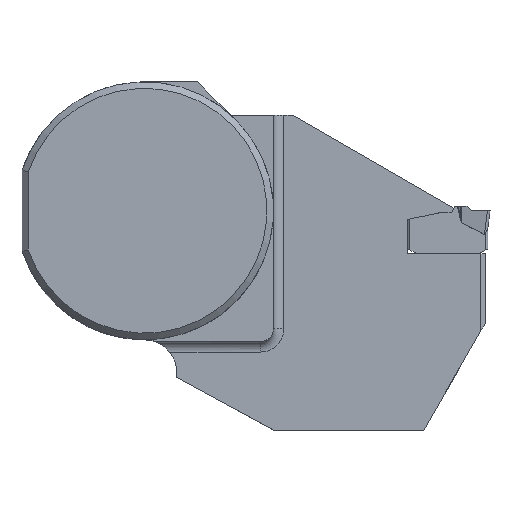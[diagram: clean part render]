
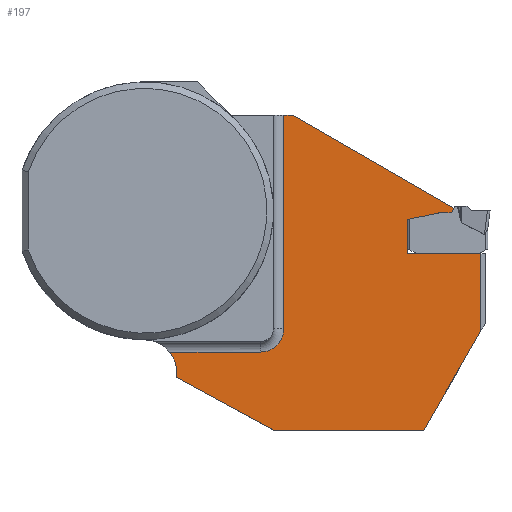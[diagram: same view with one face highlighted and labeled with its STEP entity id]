
A CAD part, top view. The second image highlights one B-rep face of the part: STEP entity #197.
In plain terms, the highlighted planar face has unit normal (0, 0, 1).
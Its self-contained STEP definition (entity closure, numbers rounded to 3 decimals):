
#82=CIRCLE('',#1678,1.);
#83=CIRCLE('',#1679,0.448);
#84=CIRCLE('',#1680,3.6);
#85=CIRCLE('',#1681,5.);
#197=ADVANCED_FACE('SF1',(#323),#253,.T.);
#253=PLANE('',#1682);
#323=FACE_OUTER_BOUND('',#402,.T.);
#402=EDGE_LOOP('',(#702,#703,#704,#705,#706,#707,#708,#709,#710,#711,#712,
#713,#714,#715,#716,#717,#718));
#702=ORIENTED_EDGE('',*,*,#1157,.F.);
#703=ORIENTED_EDGE('',*,*,#1158,.F.);
#704=ORIENTED_EDGE('',*,*,#1159,.F.);
#705=ORIENTED_EDGE('',*,*,#1160,.F.);
#706=ORIENTED_EDGE('',*,*,#1161,.F.);
#707=ORIENTED_EDGE('',*,*,#1162,.F.);
#708=ORIENTED_EDGE('',*,*,#1163,.T.);
#709=ORIENTED_EDGE('',*,*,#1164,.F.);
#710=ORIENTED_EDGE('',*,*,#1165,.T.);
#711=ORIENTED_EDGE('',*,*,#1166,.T.);
#712=ORIENTED_EDGE('',*,*,#1167,.T.);
#713=ORIENTED_EDGE('',*,*,#1168,.F.);
#714=ORIENTED_EDGE('',*,*,#1169,.F.);
#715=ORIENTED_EDGE('',*,*,#1170,.F.);
#716=ORIENTED_EDGE('',*,*,#1171,.F.);
#717=ORIENTED_EDGE('',*,*,#1154,.T.);
#718=ORIENTED_EDGE('',*,*,#1172,.F.);
#966=VERTEX_POINT('',#3879);
#967=VERTEX_POINT('',#3880);
#968=VERTEX_POINT('',#3885);
#969=VERTEX_POINT('',#3886);
#970=VERTEX_POINT('',#3888);
#971=VERTEX_POINT('',#3890);
#972=VERTEX_POINT('',#3892);
#973=VERTEX_POINT('',#3894);
#974=VERTEX_POINT('',#3896);
#975=VERTEX_POINT('',#3898);
#976=VERTEX_POINT('',#3900);
#977=VERTEX_POINT('',#3902);
#978=VERTEX_POINT('',#3904);
#979=VERTEX_POINT('',#3906);
#980=VERTEX_POINT('',#3908);
#981=VERTEX_POINT('',#3910);
#982=VERTEX_POINT('',#3912);
#1154=EDGE_CURVE('',#966,#967,#1310,.T.);
#1157=EDGE_CURVE('',#968,#969,#1313,.T.);
#1158=EDGE_CURVE('',#970,#968,#1314,.T.);
#1159=EDGE_CURVE('',#971,#970,#82,.T.);
#1160=EDGE_CURVE('',#972,#971,#1315,.T.);
#1161=EDGE_CURVE('',#973,#972,#83,.T.);
#1162=EDGE_CURVE('',#974,#973,#1316,.T.);
#1163=EDGE_CURVE('',#974,#975,#1317,.T.);
#1164=EDGE_CURVE('',#976,#975,#1318,.T.);
#1165=EDGE_CURVE('',#976,#977,#1319,.T.);
#1166=EDGE_CURVE('',#977,#978,#84,.T.);
#1167=EDGE_CURVE('',#978,#979,#1320,.T.);
#1168=EDGE_CURVE('',#980,#979,#85,.T.);
#1169=EDGE_CURVE('',#981,#980,#1321,.T.);
#1170=EDGE_CURVE('',#982,#981,#1322,.T.);
#1171=EDGE_CURVE('',#966,#982,#1323,.T.);
#1172=EDGE_CURVE('',#969,#967,#1324,.T.);
#1310=LINE('',#3878,#1447);
#1313=LINE('',#3884,#1450);
#1314=LINE('',#3887,#1451);
#1315=LINE('',#3891,#1452);
#1316=LINE('',#3895,#1453);
#1317=LINE('',#3897,#1454);
#1318=LINE('',#3899,#1455);
#1319=LINE('',#3901,#1456);
#1320=LINE('',#3905,#1457);
#1321=LINE('',#3909,#1458);
#1322=LINE('',#3911,#1459);
#1323=LINE('',#3913,#1460);
#1324=LINE('',#3914,#1461);
#1447=VECTOR('',#1888,1.);
#1450=VECTOR('',#1893,1.);
#1451=VECTOR('',#1894,1.);
#1452=VECTOR('',#1897,1.);
#1453=VECTOR('',#1900,1.);
#1454=VECTOR('',#1901,1.);
#1455=VECTOR('',#1902,1.);
#1456=VECTOR('',#1903,1.);
#1457=VECTOR('',#1906,1.);
#1458=VECTOR('',#1909,1.);
#1459=VECTOR('',#1910,1.);
#1460=VECTOR('',#1911,1.);
#1461=VECTOR('',#1912,1.);
#1678=AXIS2_PLACEMENT_3D('',#3889,#1895,#1896);
#1679=AXIS2_PLACEMENT_3D('',#3893,#1898,#1899);
#1680=AXIS2_PLACEMENT_3D('',#3903,#1904,#1905);
#1681=AXIS2_PLACEMENT_3D('',#3907,#1907,#1908);
#1682=AXIS2_PLACEMENT_3D('',#3915,#1913,#1914);
#1888=DIRECTION('',(0.,1.,0.));
#1893=DIRECTION('',(0.,-1.,0.));
#1894=DIRECTION('',(-0.978,-0.208,0.));
#1895=DIRECTION('',(0.,0.,1.));
#1896=DIRECTION('',(-1.,0.,0.));
#1897=DIRECTION('',(-1.,0.,0.));
#1898=DIRECTION('',(0.,0.,-1.));
#1899=DIRECTION('',(-1.,0.,0.));
#1900=DIRECTION('',(-0.342,-0.94,0.));
#1901=DIRECTION('',(-0.866,0.5,0.));
#1902=DIRECTION('',(1.,0.,0.));
#1903=DIRECTION('',(0.,-1.,0.));
#1904=DIRECTION('',(0.,0.,-1.));
#1905=DIRECTION('',(-1.,0.,0.));
#1906=DIRECTION('',(-1.,0.,0.));
#1907=DIRECTION('',(0.,0.,1.));
#1908=DIRECTION('',(-1.,0.,0.));
#1909=DIRECTION('',(-0.878,0.478,0.));
#1910=DIRECTION('',(-1.,0.,0.));
#1911=DIRECTION('',(-0.5,-0.866,0.));
#1912=DIRECTION('',(1.,0.,0.));
#1913=DIRECTION('',(0.,0.,1.));
#1914=DIRECTION('',(-1.,0.,0.));
#3878=CARTESIAN_POINT('',(52.2,-35.,-9.325));
#3879=CARTESIAN_POINT('',(52.2,-18.612,-9.325));
#3880=CARTESIAN_POINT('',(52.2,-6.612,-9.325));
#3884=CARTESIAN_POINT('',(40.85,-35.,-9.325));
#3885=CARTESIAN_POINT('',(40.85,-1.329,-9.325));
#3886=CARTESIAN_POINT('',(40.85,-6.612,-9.325));
#3887=CARTESIAN_POINT('',(44.862,-0.476,-9.325));
#3888=CARTESIAN_POINT('',(45.562,-0.328,-9.325));
#3889=CARTESIAN_POINT('',(45.769,-1.306,-9.325));
#3890=CARTESIAN_POINT('',(45.769,-0.306,-9.325));
#3891=CARTESIAN_POINT('',(52.2,-0.306,-9.325));
#3892=CARTESIAN_POINT('',(47.407,-0.306,-9.325));
#3893=CARTESIAN_POINT('',(47.407,0.143,-9.325));
#3894=CARTESIAN_POINT('',(47.829,-0.011,-9.325));
#3895=CARTESIAN_POINT('',(37.095,-29.502,-9.325));
#3896=CARTESIAN_POINT('',(47.992,0.437,-9.325));
#3897=CARTESIAN_POINT('',(66.493,-10.244,-9.325));
#3898=CARTESIAN_POINT('',(23.115,14.8,-9.325));
#3899=CARTESIAN_POINT('',(53.6,14.8,-9.325));
#3900=CARTESIAN_POINT('',(21.6,14.8,-9.325));
#3901=CARTESIAN_POINT('',(21.6,-35.,-9.325));
#3902=CARTESIAN_POINT('',(21.6,-18.3,-9.325));
#3903=CARTESIAN_POINT('',(18.,-18.3,-9.325));
#3904=CARTESIAN_POINT('',(18.,-21.9,-9.325));
#3905=CARTESIAN_POINT('',(-19.,-21.9,-9.325));
#3906=CARTESIAN_POINT('',(3.923,-21.9,-9.325));
#3907=CARTESIAN_POINT('',(0.,-25.,-9.325));
#3908=CARTESIAN_POINT('',(4.936,-25.8,-9.325));
#3909=CARTESIAN_POINT('',(4.936,-25.8,-9.325));
#3910=CARTESIAN_POINT('',(20.,-34.,-9.325));
#3911=CARTESIAN_POINT('',(20.,-34.,-9.325));
#3912=CARTESIAN_POINT('',(43.316,-34.,-9.325));
#3913=CARTESIAN_POINT('',(43.316,-34.,-9.325));
#3914=CARTESIAN_POINT('',(52.2,-6.612,-9.325));
#3915=CARTESIAN_POINT('',(52.2,-35.,-9.325));
